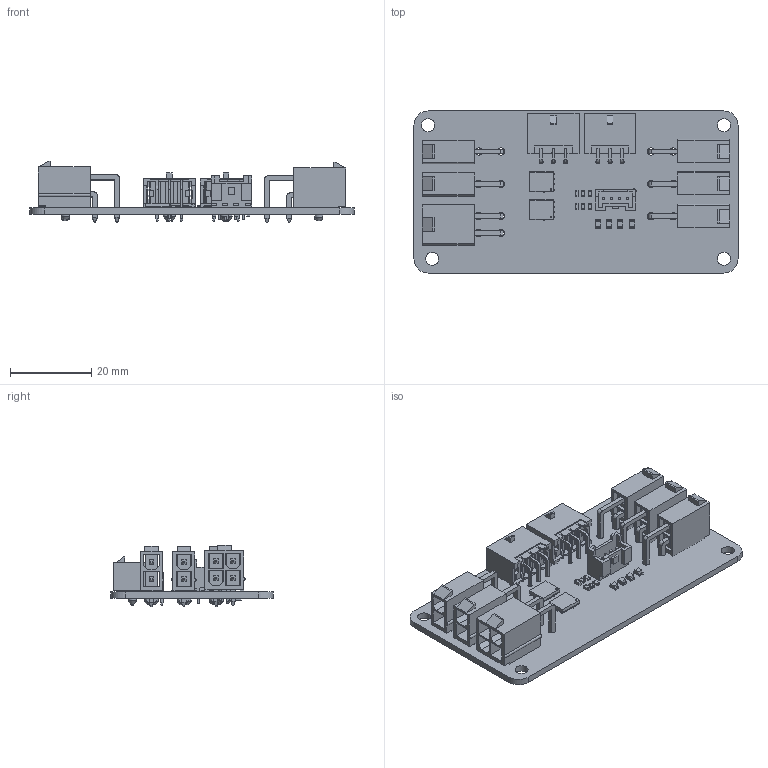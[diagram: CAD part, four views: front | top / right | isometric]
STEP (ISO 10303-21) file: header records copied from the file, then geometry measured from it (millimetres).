
FILE_DESCRIPTION(('KiCad electronic assembly'),'2;1');
FILE_NAME('Hub puissance V1.0.step','2021-01-09T14:58:35',('An Author'), ('A Company'),'Open CASCADE STEP processor 6.9', 'KiCad to STEP converter','Unknown');
FILE_SCHEMA(('AUTOMOTIVE_DESIGN { 1 0 10303 214 1 1 1 1 }'));
Length unit declared in the file: millimetre
Products named in the file (18): Open CASCADE STEP translator 6.9 1; 649002227222_(rev1); COMPOUND; B04B-PASK-1; SOLID; SI7994DP-T1-GE3; C_0603_1608Metric; LED_0805_2012Metric; 649004227222_(rev1); 66200621022_(rev1); R_0603_1608Metric
Assembly tree (35 placements, depth 3):
  Open CASCADE STEP translator 6.9 1
    649002227222_(rev1)  x5
      COMPOUND
    B04B-PASK-1
      SOLID
    SI7994DP-T1-GE3  x2
      COMPOUND
    C_0603_1608Metric  x3
      SOLID
    LED_0805_2012Metric  x4
      SOLID
    649004227222_(rev1)
      COMPOUND
    66200621022_(rev1)  x2
      COMPOUND
    R_0603_1608Metric  x8
      SOLID
    COMPOUND
Bounding box: 80 x 40 x 15.15 mm (x, y, z)
Volume: 9115.2 mm3; surface area: 18385.1 mm2
Topology: 67 solids, 67 shells, 2380 faces, 6297 edges, 4064 vertices
Faces by surface type: plane 2059, cylinder 277, bspline 36, cone 4, revolution 4
Full cylindrical faces by diameter (mm): 0.7 x4, 1.02 x12, 1.1 x1, 1.8 x14, 3 x8, 3.2 x4
Entity records: 71582 total; most frequent: CARTESIAN_POINT 13693, DIRECTION 10458, LINE 7642, VECTOR 7642, ORIENTED_EDGE 5532, PCURVE 5532, DEFINITIONAL_REPRESENTATION 5532, EDGE_CURVE 2766
